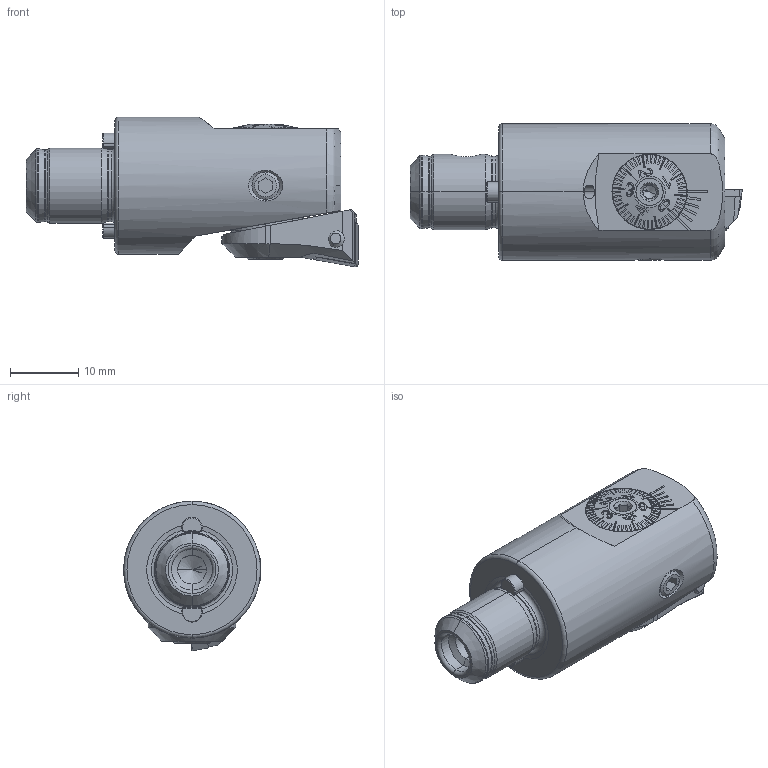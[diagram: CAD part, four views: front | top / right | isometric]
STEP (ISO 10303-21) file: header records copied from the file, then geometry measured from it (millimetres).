
FILE_DESCRIPTION (( 'STEP AP203' ), '1' );
FILE_NAME ('ST1-F20.K10.035.STEP', '2017-11-13T15:21:24', ( 'SWIAdmin' ), ( 'Hewlett-Packard Company' ), 'SwSTEP 2.0', 'SolidWorks 2017', '' );
FILE_SCHEMA (( 'CONFIG_CONTROL_DESIGN' ));
Length unit declared in the file: millimetre
Products named in the file (20): F20-BG1.012.011; ST1-ER2.001.005_A; WCA-ER2.001.006_A; F20-BG3.004.017_A; F20-BG1.002.011_C; F20-WCA.001.005; Klebstoff D4; F20-BG2.008.009_A; F20-ER1.101.006_A; ISO 4026 - M4 x 3; F20-BG2.011.003_A; F20; F20-BG2.011.004_A; ST1-F20.K10.035; DIN 3771 - 11x1_x; ST1-F20.K10.035_B; F20-BG2.007.006_A; F20-WCA.001.005_D_fertigbearbeitet; F20-BG1.008.006_A; CCMT060204
Assembly tree (20 placements, depth 4):
  ST1-F20.K10.035
    ST1-F20.K10.035_B
    F20-WCA.001.005
      F20-WCA.001.005_D_fertigbearbeitet
      CCMT060204
      WCA-ER2.001.006_A
    F20-ER1.101.006_A
    ST1-ER2.001.005_A  x2
    F20
      F20-BG1.012.011
        F20-BG1.002.011_C
        F20-BG2.008.009_A
        F20-BG2.011.003_A
        F20-BG2.011.004_A
        DIN 3771 - 11x1_x
        F20-BG2.007.006_A
        F20-BG1.008.006_A
      F20-BG3.004.017_A
      Klebstoff D4
      ISO 4026 - M4 x 3
Bounding box: 48.5 x 20 x 21.85 mm (x, y, z)
Volume: 10107.3 mm3; surface area: 7718.2 mm2
Topology: 17 solids, 17 shells, 824 faces, 2111 edges, 1319 vertices
Faces by surface type: plane 322, cone 212, cylinder 169, torus 67, bspline 52, sphere 2
Entity records: 29335 total; most frequent: CARTESIAN_POINT 8713, ORIENTED_EDGE 4090, DIRECTION 3585, EDGE_CURVE 2045, AXIS2_PLACEMENT_3D 1411, VERTEX_POINT 1292, EDGE_LOOP 851, ADVANCED_FACE 803
